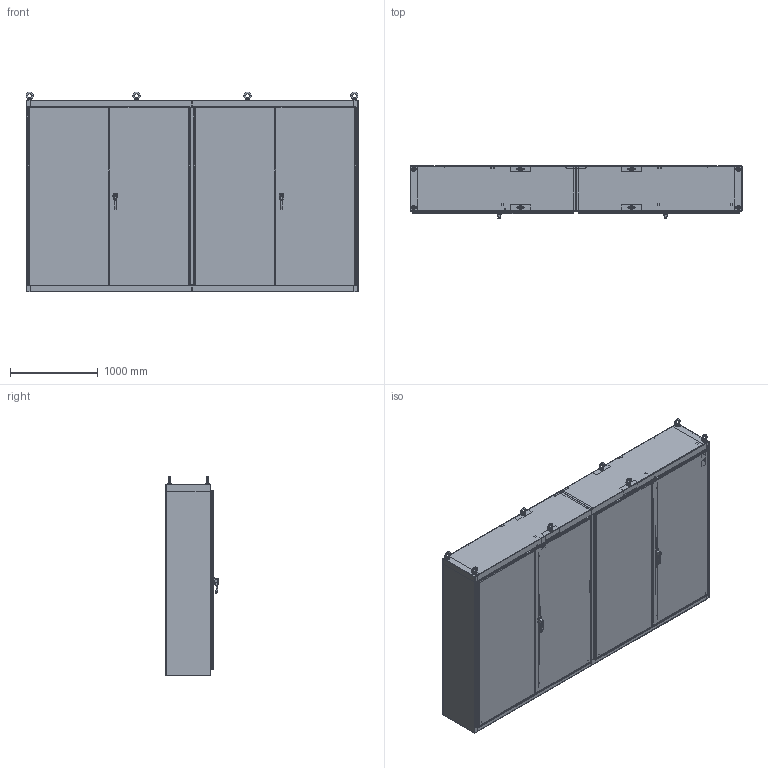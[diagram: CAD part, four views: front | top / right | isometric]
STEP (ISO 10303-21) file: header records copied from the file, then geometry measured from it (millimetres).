
FILE_DESCRIPTION (( 'STEP AP203' ), '1' );
FILE_NAME ('1422MD420_Default.step', '2019-11-04T20:59:08', ( '' ), ( '' ), 'SwSTEP 2.0', 'SolidWorks 2019', '' );
FILE_SCHEMA (( 'CONFIG_CONTROL_DESIGN' ));
Length unit declared in the file: inch
Products named in the file (1): 1422MD420_Default
Bounding box: 3787.78 x 594.41 x 2280.36 mm (x, y, z)
Volume: 111464974.8 mm3; surface area: 69053821.4 mm2
Topology: 223 solids, 223 shells, 6547 faces, 17002 edges, 10948 vertices
Faces by surface type: cylinder 3037, plane 2871, bspline 367, cone 206, torus 66
Entity records: 242158 total; most frequent: CARTESIAN_POINT 79379, DIRECTION 34598, ORIENTED_EDGE 33924, EDGE_CURVE 16962, AXIS2_PLACEMENT_3D 12661, VERTEX_POINT 10948, LINE 9276, VECTOR 9276
